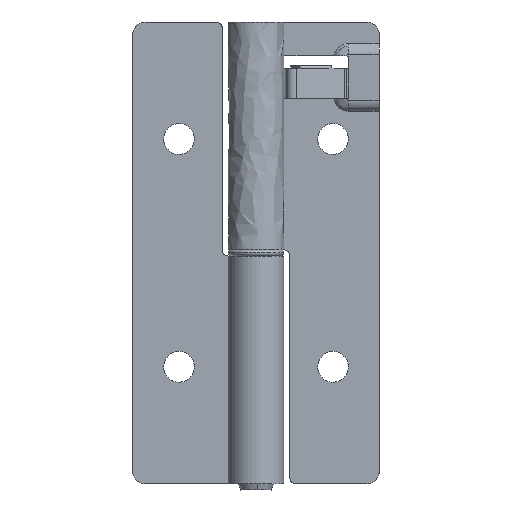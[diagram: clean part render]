
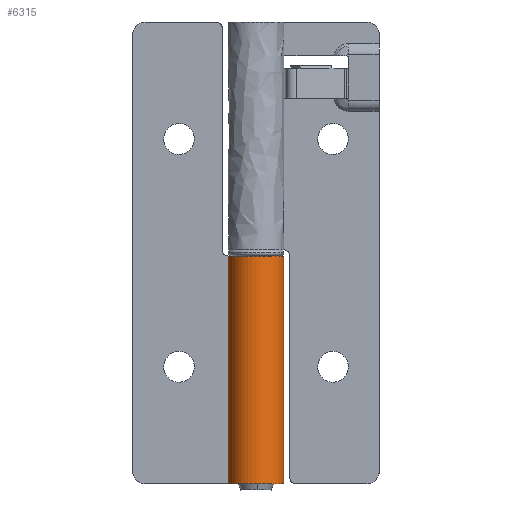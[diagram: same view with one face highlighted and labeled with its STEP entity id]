
A CAD part, front view. The second image highlights one B-rep face of the part: STEP entity #6315.
In plain terms, the highlighted free-form (B-spline) face has degree [1, 2] with [2, 7] control points.
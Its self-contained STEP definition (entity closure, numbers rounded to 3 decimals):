
#5806=CARTESIAN_POINT('',(0.,4.5,37.0));
#5807=VERTEX_POINT('',#5806);
#5813=CARTESIAN_POINT('',(0.,4.5,0.0));
#5814=VERTEX_POINT('',#5813);
#5815=CARTESIAN_POINT('',(0.,4.5,37.0));
#5816=CARTESIAN_POINT('',(0.,4.5,0.0));
#5817=QUASI_UNIFORM_CURVE('',1,(#5815,#5816),.UNSPECIFIED.,.F.,.U.);
#5818=EDGE_CURVE('',#5807,#5814,#5817,.T.);
#6118=CARTESIAN_POINT('',(-4.031,2.,37.0));
#6119=VERTEX_POINT('',#6118);
#6125=CARTESIAN_POINT('',(0.,4.5,37.0));
#6126=CARTESIAN_POINT('',(0.318,4.5,37.));
#6127=CARTESIAN_POINT('',(0.833,4.445,37.));
#6128=CARTESIAN_POINT('',(1.637,4.216,37.));
#6129=CARTESIAN_POINT('',(2.419,3.838,37.));
#6130=CARTESIAN_POINT('',(3.136,3.269,37.));
#6131=CARTESIAN_POINT('',(3.754,2.537,37.));
#6132=CARTESIAN_POINT('',(4.193,1.733,37.));
#6133=CARTESIAN_POINT('',(4.419,0.942,37.));
#6134=CARTESIAN_POINT('',(4.508,0.235,37.));
#6135=CARTESIAN_POINT('',(4.5,-0.556,37.));
#6136=CARTESIAN_POINT('',(4.318,-1.361,37.));
#6137=CARTESIAN_POINT('',(3.991,-2.113,37.));
#6138=CARTESIAN_POINT('',(3.59,-2.759,37.));
#6139=CARTESIAN_POINT('',(3.061,-3.329,37.));
#6140=CARTESIAN_POINT('',(2.397,-3.835,37.));
#6141=CARTESIAN_POINT('',(1.599,-4.25,37.));
#6142=CARTESIAN_POINT('',(0.74,-4.466,37.));
#6143=CARTESIAN_POINT('',(-0.093,-4.517,37.));
#6144=CARTESIAN_POINT('',(-0.866,-4.446,37.));
#6145=CARTESIAN_POINT('',(-1.597,-4.229,37.));
#6146=CARTESIAN_POINT('',(-2.28,-3.899,37.));
#6147=CARTESIAN_POINT('',(-2.973,-3.428,37.));
#6148=CARTESIAN_POINT('',(-3.63,-2.725,37.));
#6149=CARTESIAN_POINT('',(-4.164,-1.802,37.));
#6150=CARTESIAN_POINT('',(-4.432,-0.942,37.0));
#6151=CARTESIAN_POINT('',(-4.514,-0.125,37.));
#6152=CARTESIAN_POINT('',(-4.481,0.588,37.));
#6153=CARTESIAN_POINT('',(-4.331,1.303,37.));
#6154=CARTESIAN_POINT('',(-4.139,1.783,37.));
#6155=CARTESIAN_POINT('',(-4.031,2.,37.0));
#6156=B_SPLINE_CURVE_WITH_KNOTS('',3,(#6125,#6126,#6127,#6128,#6129,#6130,#6131,#6132,#6133,#6134,#6135,#6136,#6137,#6138,#6139,#6140,#6141,#6142,#6143,#6144,#6145,#6146,#6147,#6148,#6149,#6150,#6151,#6152,#6153,#6154,#6155),.UNSPECIFIED.,.F.,.U.,(4,1,1,1,1,1,1,1,1,1,1,1,1,1,1,1,1,1,1,1,1,1,1,1,1,1,1,1,4),(0.,0.955,1.546,2.501,3.546,4.274,5.365,6.274,6.729,7.502,8.638,9.184,9.957,10.912,11.503,12.458,13.594,14.14,14.958,15.913,16.413,17.231,18.414,19.277,20.414,21.096,21.733,22.551,23.278),.UNSPECIFIED.);
#6157=EDGE_CURVE('',#5807,#6119,#6156,.T.);
#6176=CARTESIAN_POINT('',(-4.031,2.,0.0));
#6177=VERTEX_POINT('',#6176);
#6178=CARTESIAN_POINT('',(0.,4.5,0.0));
#6179=CARTESIAN_POINT('',(0.318,4.5,0.0));
#6180=CARTESIAN_POINT('',(0.833,4.445,0.0));
#6181=CARTESIAN_POINT('',(1.593,4.228,0.0));
#6182=CARTESIAN_POINT('',(2.2,3.947,0.0));
#6183=CARTESIAN_POINT('',(2.907,3.473,0.0));
#6184=CARTESIAN_POINT('',(3.535,2.848,0.0));
#6185=CARTESIAN_POINT('',(4.11,1.932,0.0));
#6186=CARTESIAN_POINT('',(4.42,1.02,0.0));
#6187=CARTESIAN_POINT('',(4.512,0.189,0.0));
#6188=CARTESIAN_POINT('',(4.486,-0.54,0.0));
#6189=CARTESIAN_POINT('',(4.329,-1.347,0.0));
#6190=CARTESIAN_POINT('',(3.945,-2.245,0.0));
#6191=CARTESIAN_POINT('',(3.387,-3.008,0.0));
#6192=CARTESIAN_POINT('',(2.781,-3.563,0.0));
#6193=CARTESIAN_POINT('',(2.07,-4.029,0.0));
#6194=CARTESIAN_POINT('',(1.291,-4.343,0.0));
#6195=CARTESIAN_POINT('',(0.304,-4.524,0.0));
#6196=CARTESIAN_POINT('',(-0.582,-4.497,0.0));
#6197=CARTESIAN_POINT('',(-1.468,-4.277,0.0));
#6198=CARTESIAN_POINT('',(-2.109,-3.995,0.0));
#6199=CARTESIAN_POINT('',(-2.839,-3.531,0.0));
#6200=CARTESIAN_POINT('',(-3.469,-2.928,0.0));
#6201=CARTESIAN_POINT('',(-3.978,-2.152,0.0));
#6202=CARTESIAN_POINT('',(-4.279,-1.454,0.0));
#6203=CARTESIAN_POINT('',(-4.458,-0.746,0.0));
#6204=CARTESIAN_POINT('',(-4.527,0.072,0.0));
#6205=CARTESIAN_POINT('',(-4.426,1.012,0.0));
#6206=CARTESIAN_POINT('',(-4.193,1.674,0.0));
#6207=CARTESIAN_POINT('',(-4.031,2.,0.0));
#6208=B_SPLINE_CURVE_WITH_KNOTS('',3,(#6178,#6179,#6180,#6181,#6182,#6183,#6184,#6185,#6186,#6187,#6188,#6189,#6190,#6191,#6192,#6193,#6194,#6195,#6196,#6197,#6198,#6199,#6200,#6201,#6202,#6203,#6204,#6205,#6206,#6207),.UNSPECIFIED.,.F.,.U.,(4,1,1,1,1,1,1,1,1,1,1,1,1,1,1,1,1,1,1,1,1,1,1,1,1,1,1,4),(0.,0.955,1.546,2.364,2.955,4.092,5.001,6.183,6.956,7.502,8.366,9.411,10.412,11.185,11.866,12.958,13.685,14.867,15.595,16.413,16.959,18.186,19.005,19.732,20.459,21.187,22.187,23.278),.UNSPECIFIED.);
#6209=EDGE_CURVE('',#5814,#6177,#6208,.T.);
#6283=CARTESIAN_POINT('',(-3.955,2.147,37.925));
#6284=CARTESIAN_POINT('',(-3.955,2.147,-0.948));
#6285=CARTESIAN_POINT('',(-6.559,-2.65,37.925));
#6286=CARTESIAN_POINT('',(-6.559,-2.65,-0.948));
#6287=CARTESIAN_POINT('',(-1.353,-4.292,37.925));
#6288=CARTESIAN_POINT('',(-1.353,-4.292,-0.948));
#6289=CARTESIAN_POINT('',(3.853,-5.933,37.925));
#6290=CARTESIAN_POINT('',(3.853,-5.933,-0.948));
#6291=CARTESIAN_POINT('',(4.471,-0.509,37.925));
#6292=CARTESIAN_POINT('',(4.471,-0.509,-0.948));
#6293=CARTESIAN_POINT('',(5.089,4.914,37.925));
#6294=CARTESIAN_POINT('',(5.089,4.914,-0.948));
#6295=CARTESIAN_POINT('',(-0.353,4.486,37.925));
#6296=CARTESIAN_POINT('',(-0.353,4.486,-0.948));
#6304=(BOUNDED_SURFACE()B_SPLINE_SURFACE(1,2,((#6283,#6285,#6287,#6289,#6291,#6293,#6295),(#6284,#6286,#6288,#6290,#6292,#6294,#6296)),.UNSPECIFIED.,.F.,.F.,.U.)B_SPLINE_SURFACE_WITH_KNOTS((2,2),(3,2,2,3),(0.0,38.873),(0.0,8.489,16.979,25.468),.UNSPECIFIED.)GEOMETRIC_REPRESENTATION_ITEM()RATIONAL_B_SPLINE_SURFACE(((1.0,0.636,1.0,0.636,1.0,0.636,1.0),(1.0,0.636,1.0,0.636,1.0,0.636,1.0)))REPRESENTATION_ITEM('')SURFACE());
#6305=ORIENTED_EDGE('',*,*,#6157,.T.);
#6306=CARTESIAN_POINT('',(-4.031,2.,37.0));
#6307=CARTESIAN_POINT('',(-4.031,2.,0.0));
#6308=QUASI_UNIFORM_CURVE('',1,(#6306,#6307),.UNSPECIFIED.,.F.,.U.);
#6309=EDGE_CURVE('',#6119,#6177,#6308,.T.);
#6310=ORIENTED_EDGE('',*,*,#6309,.T.);
#6311=ORIENTED_EDGE('',*,*,#6209,.F.);
#6312=ORIENTED_EDGE('',*,*,#5818,.F.);
#6313=EDGE_LOOP('',(#6305,#6310,#6311,#6312));
#6314=FACE_OUTER_BOUND('',#6313,.T.);
#6315=ADVANCED_FACE('',(#6314),#6304,.T.);
